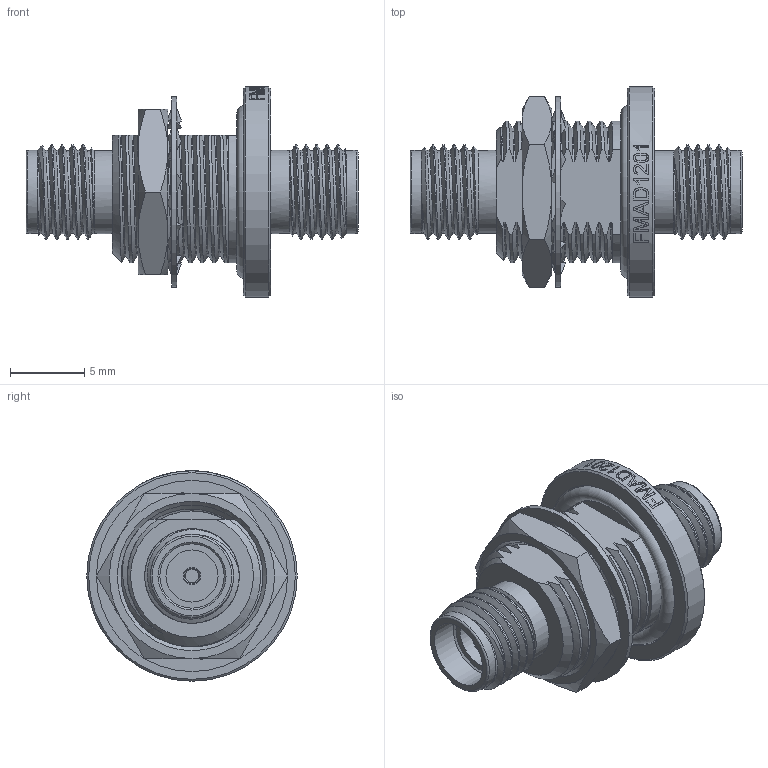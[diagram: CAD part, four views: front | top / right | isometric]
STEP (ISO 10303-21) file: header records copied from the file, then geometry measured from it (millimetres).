
FILE_DESCRIPTION (( 'STEP AP203' ), '1' );
FILE_NAME ('FMAD1201_3D.step', '2020-06-30T14:55:15', ( '' ), ( '' ), 'SwSTEP 2.0', 'SolidWorks 2018', '' );
FILE_SCHEMA (( 'CONFIG_CONTROL_DESIGN' ));
Length unit declared in the file: inch
Products named in the file (1): FMAD1201_3D
Bounding box: 22.3 x 14.14 x 14.14 mm (x, y, z)
Volume: 1138.6 mm3; surface area: 1652 mm2
Topology: 4 solids, 4 shells, 304 faces, 842 edges, 565 vertices
Faces by surface type: bspline 130, plane 85, cylinder 59, cone 27, torus 3
Full cylindrical faces by diameter (mm): 0.914 x2, 1.168 x2, 3.5 x2, 4.572 x2, 5.582 x4, 9.525 x1, 11.802 x1, 12.837 x1, 14.14 x1
Entity records: 28574 total; most frequent: CARTESIAN_POINT 22151, ORIENTED_EDGE 1608, DIRECTION 853, EDGE_CURVE 804, VERTEX_POINT 552, B_SPLINE_CURVE_WITH_KNOTS 388, EDGE_LOOP 352, AXIS2_PLACEMENT_3D 336
